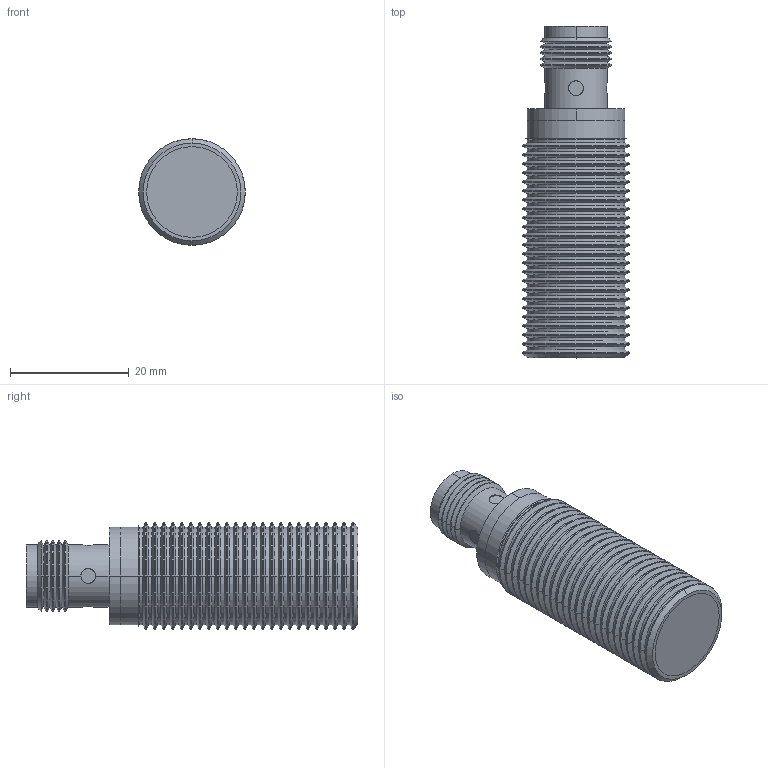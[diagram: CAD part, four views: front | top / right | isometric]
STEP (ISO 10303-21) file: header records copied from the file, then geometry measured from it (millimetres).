
FILE_DESCRIPTION(('STEP AP214'),'1');
FILE_NAME('cctmp_D3F549FB-C885-4C79-8480-EC4CA4EEEC57_2022_07_22_10_28_27_0902..stp','2022-07-22T08:28:28',('Pepperl+Fuchs GmbH'),('CADClick - www.CADClick.com'),'Spatial InterOp 3D',' ','unknown authorization');
FILE_SCHEMA(('AUTOMOTIVE_DESIGN'));
Length unit declared in the file: millimetre
Products named in the file (6): cc_unnamed; NBB5-18GM40-E2-V1_4; NBB5-18GM40-E2-V1_3; NBB5-18GM40-E2-V1_2; NBB5-18GM40-E2-V1_1; NBB5-18GM40-E2-V1
Assembly tree (5 placements, depth 2):
  cc_unnamed
    NBB5-18GM40-E2-V1_4
    NBB5-18GM40-E2-V1_3
    NBB5-18GM40-E2-V1_2
    NBB5-18GM40-E2-V1_1
    NBB5-18GM40-E2-V1
Bounding box: 18 x 56.01 x 18 mm (x, y, z)
Volume: 11340.9 mm3; surface area: 8545.9 mm2
Topology: 8 solids, 8 shells, 334 faces, 714 edges, 398 vertices
Faces by surface type: cylinder 159, cone 132, plane 37, sphere 6
Entity records: 11931 total; most frequent: DIRECTION 1734, CARTESIAN_POINT 1720, ORIENTED_EDGE 1404, AXIS2_PLACEMENT_3D 716, EDGE_CURVE 702, VERTEX_POINT 398, CIRCLE 376, EDGE_LOOP 358
